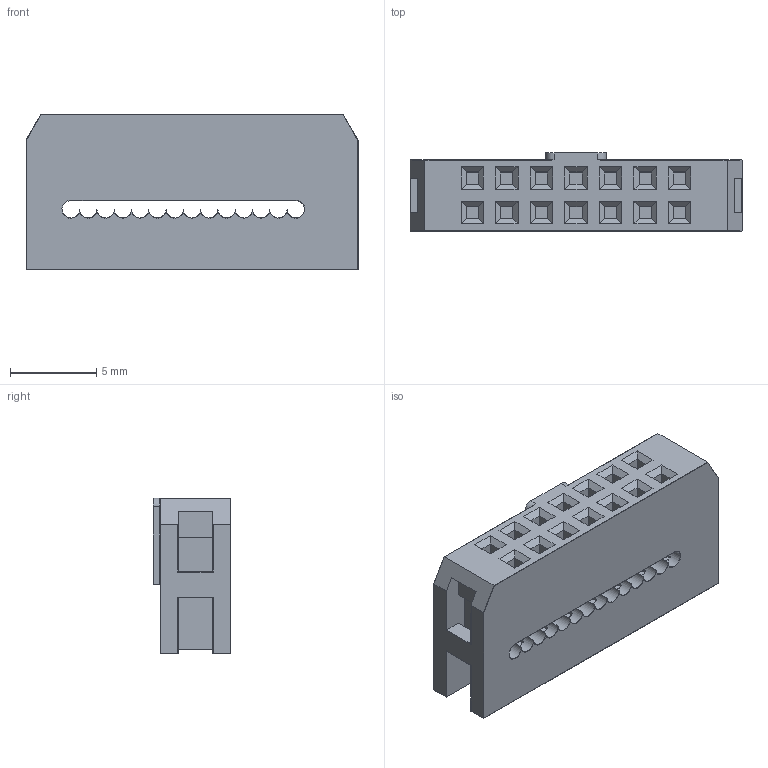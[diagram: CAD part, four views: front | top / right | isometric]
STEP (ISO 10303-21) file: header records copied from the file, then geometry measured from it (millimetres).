
FILE_DESCRIPTION (( 'STEP AP214' ), '1' );
FILE_NAME ('User Library-IDC2-14.STEP', '2015-12-01T12:11:00', ( 'Windows User' ), ( '' ), 'SwSTEP 2.0', 'SolidWorks 2016', '' );
FILE_SCHEMA (( 'AUTOMOTIVE_DESIGN' ));
Length unit declared in the file: millimetre
Products named in the file (1): User Library-IDC2-14
Bounding box: 19.2 x 4.5 x 9 mm (x, y, z)
Volume: 568.4 mm3; surface area: 950.2 mm2
Topology: 1 solids, 1 shells, 342 faces, 845 edges, 502 vertices
Faces by surface type: plane 244, cylinder 56, torus 32, sphere 8, bspline 2
Entity records: 10331 total; most frequent: CARTESIAN_POINT 2278, ORIENTED_EDGE 1670, DIRECTION 1627, EDGE_CURVE 835, VECTOR 617, LINE 617, AXIS2_PLACEMENT_3D 505, VERTEX_POINT 502
